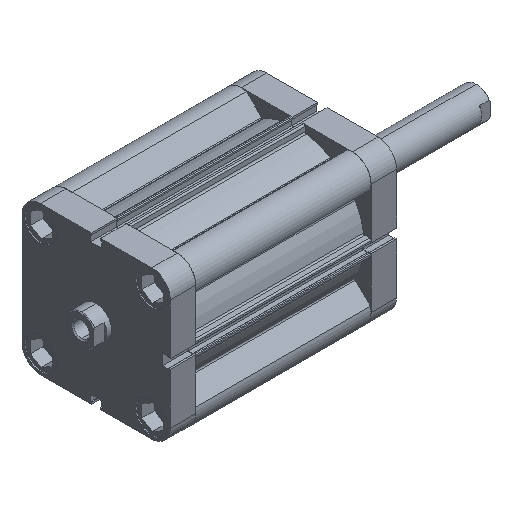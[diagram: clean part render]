
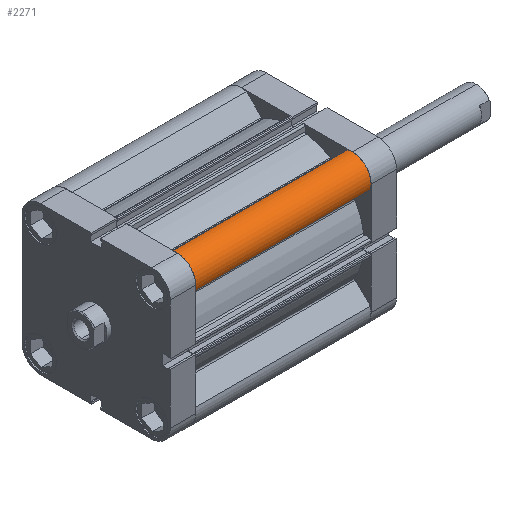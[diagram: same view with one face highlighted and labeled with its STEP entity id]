
A CAD part, isometric view. The second image highlights one B-rep face of the part: STEP entity #2271.
In plain terms, the highlighted cylindrical face has radius 12 mm (diameter 24 mm), a partial arc.
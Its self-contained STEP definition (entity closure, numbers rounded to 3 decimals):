
#487 = EDGE_LOOP ( 'NONE', ( #3793, #3792, #3791, #3790 ) ) ;
#744 = EDGE_CURVE ( 'NONE', #8042, #8481, #4327, .T. ) ;
#853 = EDGE_CURVE ( 'NONE', #8373, #8317, #5672, .T. ) ;
#901 = EDGE_CURVE ( 'NONE', #8481, #8317, #5749, .T. ) ;
#908 = EDGE_CURVE ( 'NONE', #8042, #8373, #5763, .T. ) ;
#1705 = CARTESIAN_POINT ( 'NONE',  ( 32.683, -47.533, 113.5 ) ) ;
#1976 = CARTESIAN_POINT ( 'NONE',  ( 47.533, -32.683, 0. ) ) ;
#2031 = CARTESIAN_POINT ( 'NONE',  ( 32.683, -47.533, 0. ) ) ;
#2139 = CARTESIAN_POINT ( 'NONE',  ( 47.533, -32.683, 113.5 ) ) ;
#2271 = ADVANCED_FACE ( 'NONE', ( #6146 ), #6145, .T. ) ;
#2639 = AXIS2_PLACEMENT_3D ( 'NONE', #4606, #4615, #4616 ) ;
#2704 = AXIS2_PLACEMENT_3D ( 'NONE', #4875, #4883, #4884 ) ;
#2841 = AXIS2_PLACEMENT_3D ( 'NONE', #6724, #6716, #6719 ) ;
#3790 = ORIENTED_EDGE ( 'NONE', *, *, #908, .T. ) ;
#3791 = ORIENTED_EDGE ( 'NONE', *, *, #744, .F. ) ;
#3792 = ORIENTED_EDGE ( 'NONE', *, *, #901, .F. ) ;
#3793 = ORIENTED_EDGE ( 'NONE', *, *, #853, .T. ) ;
#4327 = CIRCLE ( 'NONE', #2639, 12. ) ;
#4606 = CARTESIAN_POINT ( 'NONE',  ( 36., -36., 113.5 ) ) ;
#4615 = DIRECTION ( 'NONE',  ( 0., 0., 1. ) ) ;
#4616 = DIRECTION ( 'NONE',  ( -1., 0., 0. ) ) ;
#4875 = CARTESIAN_POINT ( 'NONE',  ( 36., -36., 0. ) ) ;
#4883 = DIRECTION ( 'NONE',  ( 0., 0., 1. ) ) ;
#4884 = DIRECTION ( 'NONE',  ( -1., 0., 0. ) ) ;
#4998 = CARTESIAN_POINT ( 'NONE',  ( 47.533, -32.683, 113.5 ) ) ;
#4999 = DIRECTION ( 'NONE',  ( 0., 0., -1. ) ) ;
#5012 = CARTESIAN_POINT ( 'NONE',  ( 32.683, -47.533, 113.5 ) ) ;
#5013 = DIRECTION ( 'NONE',  ( 0., 0., -1. ) ) ;
#5672 = CIRCLE ( 'NONE', #2704, 12. ) ;
#5749 = LINE ( 'NONE', #4998, #5750 ) ;
#5750 = VECTOR ( 'NONE', #4999, 1000. ) ;
#5763 = LINE ( 'NONE', #5012, #5764 ) ;
#5764 = VECTOR ( 'NONE', #5013, 1000. ) ;
#6145 = CYLINDRICAL_SURFACE ( 'NONE', #2841, 12. ) ;
#6146 = FACE_OUTER_BOUND ( 'NONE', #487, .T. ) ;
#6716 = DIRECTION ( 'NONE',  ( 0., 0., -1. ) ) ;
#6719 = DIRECTION ( 'NONE',  ( -1., 0., 0. ) ) ;
#6724 = CARTESIAN_POINT ( 'NONE',  ( 36., -36., 113.5 ) ) ;
#8042 = VERTEX_POINT ( 'NONE', #1705 ) ;
#8317 = VERTEX_POINT ( 'NONE', #1976 ) ;
#8373 = VERTEX_POINT ( 'NONE', #2031 ) ;
#8481 = VERTEX_POINT ( 'NONE', #2139 ) ;
